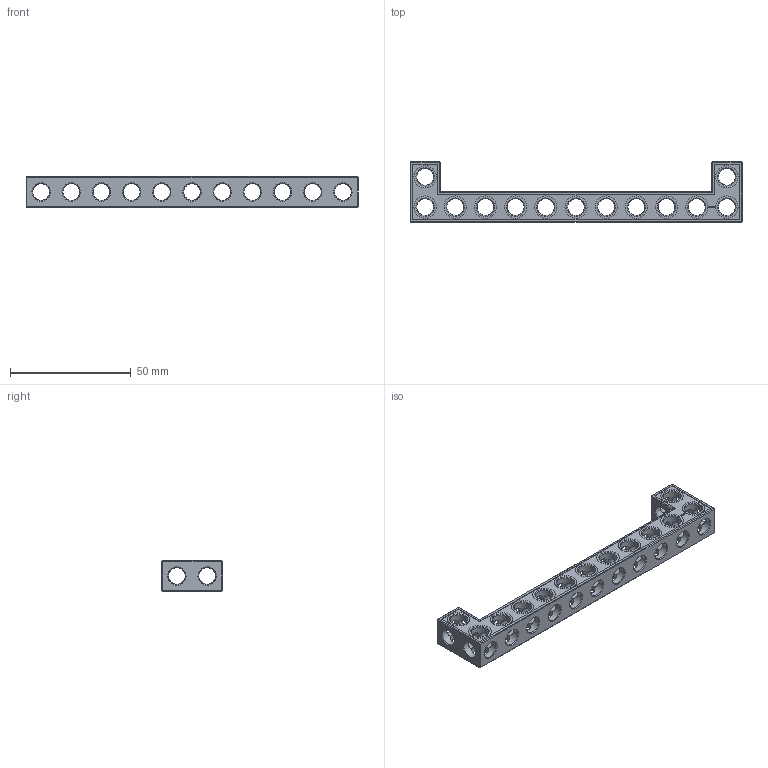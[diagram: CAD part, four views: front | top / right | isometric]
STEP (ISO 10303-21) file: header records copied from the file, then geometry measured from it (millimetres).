
FILE_DESCRIPTION(('FreeCAD Model'),'2;1');
FILE_NAME('Open CASCADE Shape Model','2022-02-26T14:53:41',('Author'),( ''),'Open CASCADE STEP processor 7.5','FreeCAD','Unknown');
FILE_SCHEMA(('AUTOMOTIVE_DESIGN { 1 0 10303 214 1 1 1 1 }'));
Products named in the file (1): Beam AGD ESS USH SYM BU11x02x01 - SPN-BEM-0461 (stemfie.org)
Bounding box: 137.5 x 25 x 12.5 mm (x, y, z)
Volume: 12693.8 mm3; surface area: 11481.4 mm2
Topology: 1 solids, 1 shells, 667 faces, 1932 edges, 1262 vertices
Faces by surface type: plane 396, extrusion 138, cylinder 79, cone 54
Full cylindrical faces by diameter (mm): 6.98 x6, 7 x60, 9.2 x13
Entity records: 60685 total; most frequent: CARTESIAN_POINT 23841, DIRECTION 6098, VECTOR 4291, LINE 4153, ORIENTED_EDGE 3864, PCURVE 3864, DEFINITIONAL_REPRESENTATION 3864, EDGE_CURVE 1932
